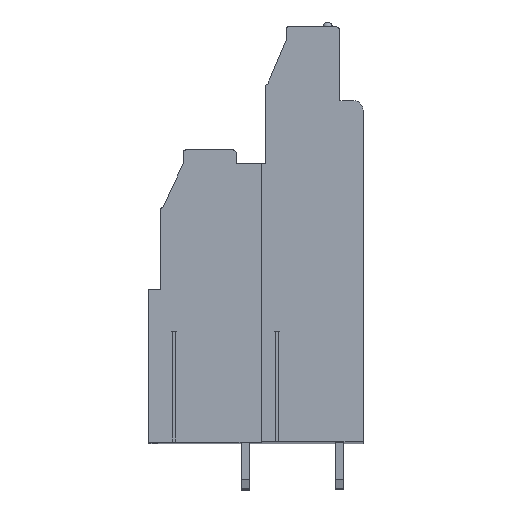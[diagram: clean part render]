
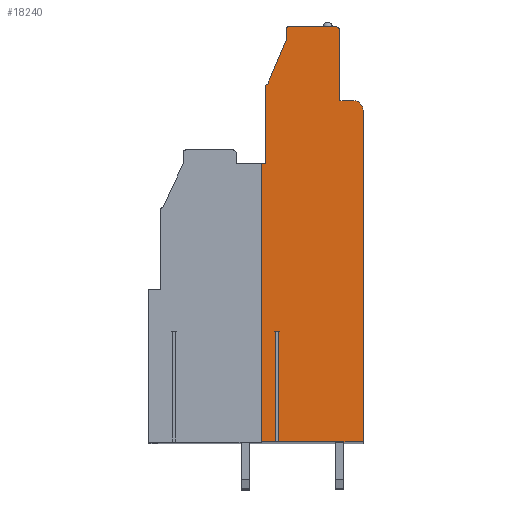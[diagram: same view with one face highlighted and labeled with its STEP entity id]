
A CAD part, top view. The second image highlights one B-rep face of the part: STEP entity #18240.
In plain terms, the highlighted planar face has unit normal (0, 0, 1).
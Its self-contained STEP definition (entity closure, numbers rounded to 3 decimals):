
#13=DIRECTION('',(1.,0.,0.));
#14=VECTOR('',#13,0.38);
#15=CARTESIAN_POINT('',(1.01,-18.05,99.06));
#16=LINE('',#15,#14);
#17=DIRECTION('',(0.,1.,0.));
#18=VECTOR('',#17,11.95);
#19=CARTESIAN_POINT('',(1.01,-30.,99.06));
#20=LINE('',#19,#18);
#21=DIRECTION('',(1.,0.,0.));
#22=VECTOR('',#21,1.51);
#23=CARTESIAN_POINT('',(-0.5,-30.,99.06));
#24=LINE('',#23,#22);
#25=DIRECTION('',(0.,1.,0.));
#26=VECTOR('',#25,30.);
#27=CARTESIAN_POINT('',(-0.5,-30.,99.06));
#28=LINE('',#27,#26);
#29=DIRECTION('',(-1.,0.,0.));
#30=VECTOR('',#29,0.5);
#31=CARTESIAN_POINT('',(0.,0.,99.06));
#32=LINE('',#31,#30);
#33=DIRECTION('',(0.,-1.,0.));
#34=VECTOR('',#33,8.4);
#35=CARTESIAN_POINT('',(0.,8.4,99.06));
#36=LINE('',#35,#34);
#37=CARTESIAN_POINT('',(0.2,8.4,99.06));
#38=DIRECTION('',(0.,0.,1.));
#39=DIRECTION('',(0.,1.,0.));
#40=AXIS2_PLACEMENT_3D('',#37,#38,#39);
#42=DIRECTION('',(-0.392,-0.92,0.));
#43=VECTOR('',#42,5.108);
#44=CARTESIAN_POINT('',(2.2,13.3,99.06));
#45=LINE('',#44,#43);
#46=DIRECTION('',(0.,-1.,0.));
#47=VECTOR('',#46,1.2);
#48=CARTESIAN_POINT('',(2.2,14.5,99.06));
#49=LINE('',#48,#47);
#50=CARTESIAN_POINT('',(2.5,14.5,99.06));
#51=DIRECTION('',(0.,0.,1.));
#52=DIRECTION('',(0.,1.,0.));
#53=AXIS2_PLACEMENT_3D('',#50,#51,#52);
#55=DIRECTION('',(-1.,0.,0.));
#56=VECTOR('',#55,5.);
#57=CARTESIAN_POINT('',(7.5,14.8,99.06));
#58=LINE('',#57,#56);
#59=CARTESIAN_POINT('',(7.5,14.3,99.06));
#60=DIRECTION('',(0.,0.,1.));
#61=DIRECTION('',(1.,0.,0.));
#62=AXIS2_PLACEMENT_3D('',#59,#60,#61);
#64=DIRECTION('',(0.,1.,0.));
#65=VECTOR('',#64,7.5);
#66=CARTESIAN_POINT('',(8.,6.8,99.06));
#67=LINE('',#66,#65);
#68=DIRECTION('',(-1.,0.,0.));
#69=VECTOR('',#68,1.5);
#70=CARTESIAN_POINT('',(9.5,6.8,99.06));
#71=LINE('',#70,#69);
#72=CARTESIAN_POINT('',(9.5,5.8,99.06));
#73=DIRECTION('',(0.,0.,1.));
#74=DIRECTION('',(1.,0.,0.));
#75=AXIS2_PLACEMENT_3D('',#72,#73,#74);
#77=DIRECTION('',(0.,1.,0.));
#78=VECTOR('',#77,35.8);
#79=CARTESIAN_POINT('',(10.5,-30.,99.06));
#80=LINE('',#79,#78);
#81=DIRECTION('',(1.,0.,0.));
#82=VECTOR('',#81,9.11);
#83=CARTESIAN_POINT('',(1.39,-30.,99.06));
#84=LINE('',#83,#82);
#85=DIRECTION('',(0.,1.,0.));
#86=VECTOR('',#85,11.95);
#87=CARTESIAN_POINT('',(1.39,-30.,99.06));
#88=LINE('',#87,#86);
#14027=CARTESIAN_POINT('',(10.5,-30.,99.06));
#14028=CARTESIAN_POINT('',(10.5,5.8,99.06));
#14029=VERTEX_POINT('',#14027);
#14030=VERTEX_POINT('',#14028);
#14031=CARTESIAN_POINT('',(9.5,6.8,99.06));
#14032=VERTEX_POINT('',#14031);
#14033=CARTESIAN_POINT('',(8.,6.8,99.06));
#14034=VERTEX_POINT('',#14033);
#14035=CARTESIAN_POINT('',(8.,14.3,99.06));
#14036=VERTEX_POINT('',#14035);
#14037=CARTESIAN_POINT('',(7.5,14.8,99.06));
#14038=VERTEX_POINT('',#14037);
#14039=CARTESIAN_POINT('',(2.5,14.8,99.06));
#14040=VERTEX_POINT('',#14039);
#14041=CARTESIAN_POINT('',(2.2,14.5,99.06));
#14042=VERTEX_POINT('',#14041);
#14043=CARTESIAN_POINT('',(2.2,13.3,99.06));
#14044=VERTEX_POINT('',#14043);
#14045=CARTESIAN_POINT('',(0.2,8.6,99.06));
#14046=VERTEX_POINT('',#14045);
#14047=CARTESIAN_POINT('',(0.,8.4,99.06));
#14048=VERTEX_POINT('',#14047);
#14049=CARTESIAN_POINT('',(0.,0.,99.06));
#14050=VERTEX_POINT('',#14049);
#14075=CARTESIAN_POINT('',(-0.5,-30.,99.06));
#14076=CARTESIAN_POINT('',(-0.5,0.,99.06));
#14077=VERTEX_POINT('',#14075);
#14078=VERTEX_POINT('',#14076);
#14159=CARTESIAN_POINT('',(1.01,-18.05,99.06));
#14160=CARTESIAN_POINT('',(1.39,-18.05,99.06));
#14161=VERTEX_POINT('',#14159);
#14162=VERTEX_POINT('',#14160);
#14163=CARTESIAN_POINT('',(1.01,-30.,99.06));
#14164=VERTEX_POINT('',#14163);
#14165=CARTESIAN_POINT('',(1.39,-30.,99.06));
#14166=VERTEX_POINT('',#14165);
#18197=CARTESIAN_POINT('',(0.,0.,99.06));
#18198=DIRECTION('',(0.,0.,1.));
#18199=DIRECTION('',(1.,0.,0.));
#18200=AXIS2_PLACEMENT_3D('',#18197,#18198,#18199);
#18201=PLANE('',#18200);
#18203=ORIENTED_EDGE('',*,*,#18202,.F.);
#18205=ORIENTED_EDGE('',*,*,#18204,.F.);
#18207=ORIENTED_EDGE('',*,*,#18206,.F.);
#18209=ORIENTED_EDGE('',*,*,#18208,.T.);
#18211=ORIENTED_EDGE('',*,*,#18210,.F.);
#18213=ORIENTED_EDGE('',*,*,#18212,.F.);
#18215=ORIENTED_EDGE('',*,*,#18214,.F.);
#18217=ORIENTED_EDGE('',*,*,#18216,.F.);
#18219=ORIENTED_EDGE('',*,*,#18218,.F.);
#18221=ORIENTED_EDGE('',*,*,#18220,.F.);
#18223=ORIENTED_EDGE('',*,*,#18222,.F.);
#18225=ORIENTED_EDGE('',*,*,#18224,.F.);
#18227=ORIENTED_EDGE('',*,*,#18226,.F.);
#18229=ORIENTED_EDGE('',*,*,#18228,.F.);
#18231=ORIENTED_EDGE('',*,*,#18230,.F.);
#18233=ORIENTED_EDGE('',*,*,#18232,.F.);
#18235=ORIENTED_EDGE('',*,*,#18234,.F.);
#18237=ORIENTED_EDGE('',*,*,#18236,.T.);
#18238=EDGE_LOOP('',(#18203,#18205,#18207,#18209,#18211,#18213,#18215,#18217,
#18219,#18221,#18223,#18225,#18227,#18229,#18231,#18233,#18235,#18237));
#18239=FACE_OUTER_BOUND('',#18238,.F.);
#41=CIRCLE('',#40,0.2);
#54=CIRCLE('',#53,0.3);
#63=CIRCLE('',#62,0.5);
#76=CIRCLE('',#75,1.);
#18202=EDGE_CURVE('',#14161,#14162,#16,.T.);
#18204=EDGE_CURVE('',#14164,#14161,#20,.T.);
#18206=EDGE_CURVE('',#14077,#14164,#24,.T.);
#18208=EDGE_CURVE('',#14077,#14078,#28,.T.);
#18210=EDGE_CURVE('',#14050,#14078,#32,.T.);
#18212=EDGE_CURVE('',#14048,#14050,#36,.T.);
#18214=EDGE_CURVE('',#14046,#14048,#41,.T.);
#18216=EDGE_CURVE('',#14044,#14046,#45,.T.);
#18218=EDGE_CURVE('',#14042,#14044,#49,.T.);
#18220=EDGE_CURVE('',#14040,#14042,#54,.T.);
#18222=EDGE_CURVE('',#14038,#14040,#58,.T.);
#18224=EDGE_CURVE('',#14036,#14038,#63,.T.);
#18226=EDGE_CURVE('',#14034,#14036,#67,.T.);
#18228=EDGE_CURVE('',#14032,#14034,#71,.T.);
#18230=EDGE_CURVE('',#14030,#14032,#76,.T.);
#18232=EDGE_CURVE('',#14029,#14030,#80,.T.);
#18234=EDGE_CURVE('',#14166,#14029,#84,.T.);
#18236=EDGE_CURVE('',#14166,#14162,#88,.T.);
#18240=ADVANCED_FACE('',(#18239),#18201,.T.);
